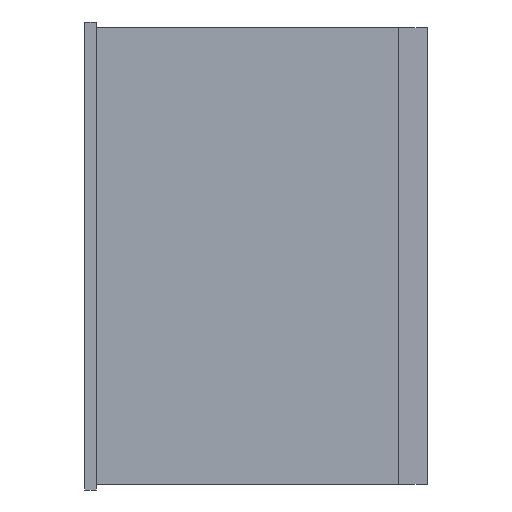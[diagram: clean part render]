
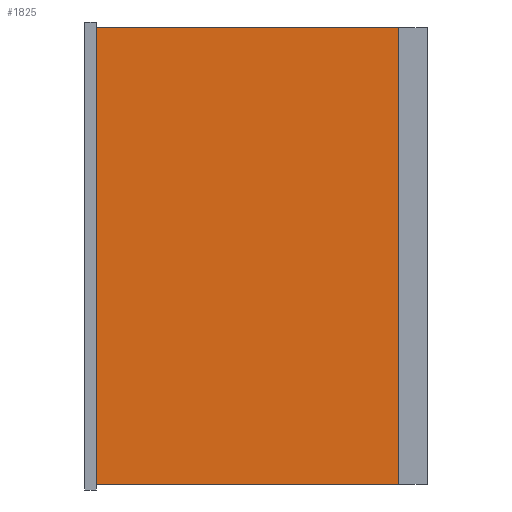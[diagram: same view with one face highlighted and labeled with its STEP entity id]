
A CAD part, left-side view. The second image highlights one B-rep face of the part: STEP entity #1825.
In plain terms, the highlighted planar face has unit normal (-1, 0, 0).
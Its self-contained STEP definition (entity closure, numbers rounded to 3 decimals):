
#54 = CARTESIAN_POINT ( 'NONE',  ( -40., 53., -40. ) ) ;
#83 = VECTOR ( 'NONE', #1537, 1000. ) ;
#106 = VERTEX_POINT ( 'NONE', #1551 ) ;
#123 = LINE ( 'NONE', #1239, #563 ) ;
#345 = VERTEX_POINT ( 'NONE', #798 ) ;
#383 = ORIENTED_EDGE ( 'NONE', *, *, #721, .F. ) ;
#419 = LINE ( 'NONE', #54, #2237 ) ;
#563 = VECTOR ( 'NONE', #647, 1000. ) ;
#572 = DIRECTION ( 'NONE',  ( 0., -1., 0. ) ) ;
#574 = LINE ( 'NONE', #1168, #1559 ) ;
#647 = DIRECTION ( 'NONE',  ( 0., 0., 1. ) ) ;
#721 = EDGE_CURVE ( 'NONE', #1495, #345, #799, .T. ) ;
#761 = EDGE_CURVE ( 'NONE', #1959, #106, #123, .T. ) ;
#771 = DIRECTION ( 'NONE',  ( 0., -1., 0. ) ) ;
#798 = CARTESIAN_POINT ( 'NONE',  ( -40., 53., 40. ) ) ;
#799 = LINE ( 'NONE', #1350, #83 ) ;
#1155 = ORIENTED_EDGE ( 'NONE', *, *, #761, .T. ) ;
#1168 = CARTESIAN_POINT ( 'NONE',  ( -40., 53., 40. ) ) ;
#1239 = CARTESIAN_POINT ( 'NONE',  ( -40., 0., 0. ) ) ;
#1304 = CARTESIAN_POINT ( 'NONE',  ( -40., 53., 0. ) ) ;
#1329 = DIRECTION ( 'NONE',  ( 1., 0., 0. ) ) ;
#1350 = CARTESIAN_POINT ( 'NONE',  ( -40., 53., 0. ) ) ;
#1374 = EDGE_CURVE ( 'NONE', #1495, #1959, #419, .T. ) ;
#1495 = VERTEX_POINT ( 'NONE', #2331 ) ;
#1510 = DIRECTION ( 'NONE',  ( 0., 0., -1. ) ) ;
#1523 = PLANE ( 'NONE',  #1692 ) ;
#1537 = DIRECTION ( 'NONE',  ( 0., 0., 1. ) ) ;
#1551 = CARTESIAN_POINT ( 'NONE',  ( -40., 0., 40. ) ) ;
#1559 = VECTOR ( 'NONE', #771, 1000. ) ;
#1692 = AXIS2_PLACEMENT_3D ( 'NONE', #1304, #1329, #1510 ) ;
#1769 = CARTESIAN_POINT ( 'NONE',  ( -40., 0., -40. ) ) ;
#1825 = ADVANCED_FACE ( 'NONE', ( #2326 ), #1523, .F. ) ;
#1885 = EDGE_CURVE ( 'NONE', #345, #106, #574, .T. ) ;
#1959 = VERTEX_POINT ( 'NONE', #1769 ) ;
#2237 = VECTOR ( 'NONE', #572, 1000. ) ;
#2326 = FACE_OUTER_BOUND ( 'NONE', #2336, .T. ) ;
#2331 = CARTESIAN_POINT ( 'NONE',  ( -40., 53., -40. ) ) ;
#2333 = ORIENTED_EDGE ( 'NONE', *, *, #1374, .T. ) ;
#2336 = EDGE_LOOP ( 'NONE', ( #1155, #2345, #383, #2333 ) ) ;
#2345 = ORIENTED_EDGE ( 'NONE', *, *, #1885, .F. ) ;
